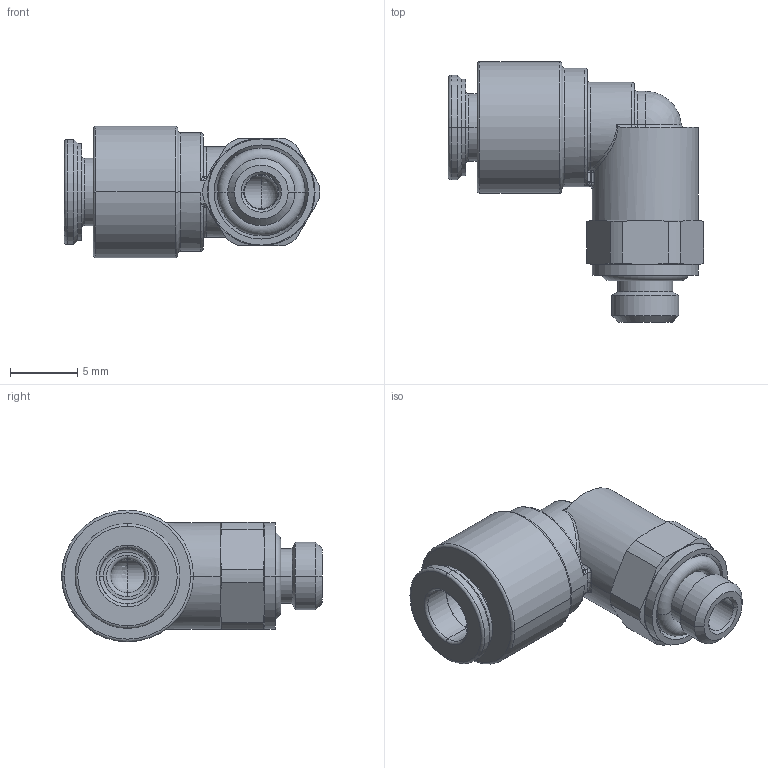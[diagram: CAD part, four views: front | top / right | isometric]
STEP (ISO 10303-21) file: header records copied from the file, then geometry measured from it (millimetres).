
FILE_DESCRIPTION(( 'MXP.16.04.M5.stp' ), '1');
FILE_NAME( 'MXP.16.04.M5.stp', '2021-03-02T09:43:48',( 'Sopra'),('sopra-pneumatic.com'), 'SwSTEP 2.0','SolidWorks 2009','' );
FILE_SCHEMA(('CONFIG_CONTROL_DESIGN'));
Length unit declared in the file: millimetre
Products named in the file (1): 367334B_930V-4FF-M5
Bounding box: 19 x 19.4 x 9.8 mm (x, y, z)
Volume: 1132.2 mm3; surface area: 1278 mm2
Topology: 2 solids, 2 shells, 142 faces, 311 edges, 179 vertices
Faces by surface type: cylinder 50, torus 27, plane 23, cone 22, bspline 12, sphere 8
Entity records: 4517 total; most frequent: CARTESIAN_POINT 1402, DIRECTION 688, ORIENTED_EDGE 618, EDGE_CURVE 309, AXIS2_PLACEMENT_3D 304, VERTEX_POINT 179, CIRCLE 174, EDGE_LOOP 154
